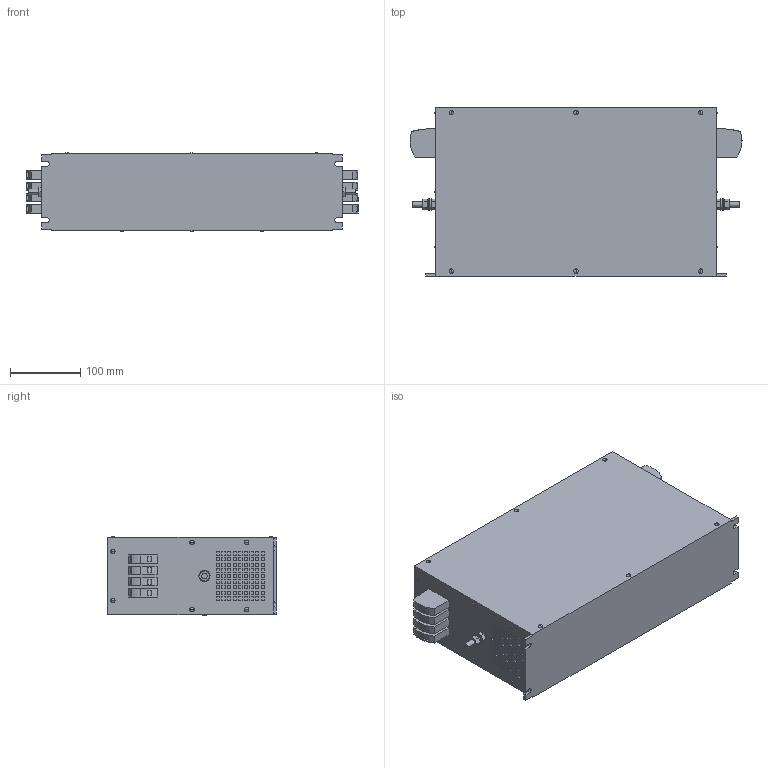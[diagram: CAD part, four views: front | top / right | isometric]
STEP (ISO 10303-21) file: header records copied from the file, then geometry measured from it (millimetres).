
FILE_DESCRIPTION (( 'STEP AP214' ), '1' );
FILE_NAME ('792469.STEP', '2024-08-15T06:52:17', ( '' ), ( '' ), 'SwSTEP 2.0', 'SolidWorks 2022', '' );
FILE_SCHEMA (( 'AUTOMOTIVE_DESIGN' ));
Length unit declared in the file: millimetre
Products named in the file (1): 792469
Bounding box: 473.66 x 240.05 x 112.74 mm (x, y, z)
Volume: 10702066.8 mm3; surface area: 378431.1 mm2
Topology: 1 solids, 1 shells, 2201 faces, 5302 edges, 3519 vertices
Faces by surface type: plane 2041, cylinder 86, sphere 42, cone 32
Entity records: 63310 total; most frequent: CARTESIAN_POINT 11503, ORIENTED_EDGE 10572, DIRECTION 9966, EDGE_CURVE 5286, VECTOR 4978, LINE 4978, VERTEX_POINT 3519, EDGE_LOOP 2633
